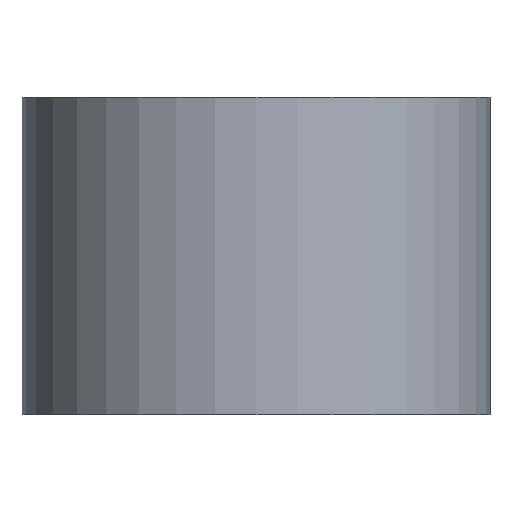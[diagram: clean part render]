
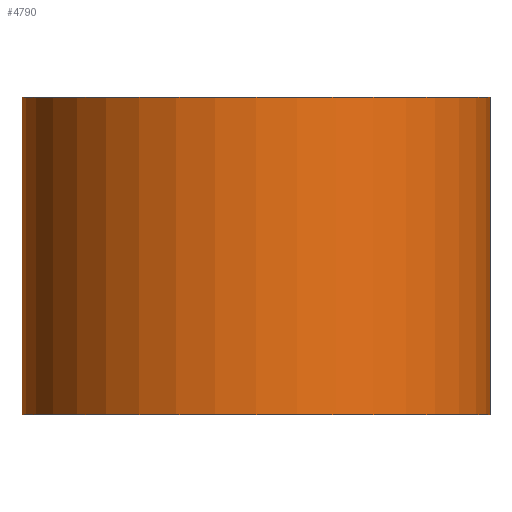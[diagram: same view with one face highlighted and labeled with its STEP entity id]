
A CAD part, front view. The second image highlights one B-rep face of the part: STEP entity #4790.
In plain terms, the highlighted cylindrical face has radius 19.7 mm (diameter 39.401 mm), a full revolution.
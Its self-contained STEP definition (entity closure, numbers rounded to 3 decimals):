
#74=CIRCLE('',#5102,19.7);
#75=CIRCLE('',#5104,19.7);
#90=CYLINDRICAL_SURFACE('',#5103,19.7);
#370=FACE_OUTER_BOUND('',#634,.T.);
#634=EDGE_LOOP('',(#4287,#4288,#4289,#4290));
#1255=LINE('',#7739,#1875);
#1875=VECTOR('',#6295,19.7);
#2312=VERTEX_POINT('',#7733);
#2313=VERTEX_POINT('',#7737);
#2970=EDGE_CURVE('',#2312,#2312,#74,.T.);
#2972=EDGE_CURVE('',#2313,#2313,#75,.T.);
#2973=EDGE_CURVE('',#2313,#2312,#1255,.T.);
#4287=ORIENTED_EDGE('',*,*,#2972,.F.);
#4288=ORIENTED_EDGE('',*,*,#2973,.T.);
#4289=ORIENTED_EDGE('',*,*,#2970,.T.);
#4290=ORIENTED_EDGE('',*,*,#2973,.F.);
#4790=ADVANCED_FACE('',(#370),#90,.T.);
#5102=AXIS2_PLACEMENT_3D('',#7734,#6288,#6289);
#5103=AXIS2_PLACEMENT_3D('',#7736,#6291,#6292);
#5104=AXIS2_PLACEMENT_3D('',#7738,#6293,#6294);
#6288=DIRECTION('center_axis',(0.,0.,1.));
#6289=DIRECTION('ref_axis',(1.,0.,0.));
#6291=DIRECTION('center_axis',(0.,0.,1.));
#6292=DIRECTION('ref_axis',(0.,-1.,0.));
#6293=DIRECTION('center_axis',(0.,0.,1.));
#6294=DIRECTION('ref_axis',(1.,0.,0.));
#6295=DIRECTION('',(0.,0.,-1.));
#7733=CARTESIAN_POINT('',(0.,19.7,-13.35));
#7734=CARTESIAN_POINT('Origin',(0.,0.,-13.35));
#7736=CARTESIAN_POINT('Origin',(0.,0.,0.));
#7737=CARTESIAN_POINT('',(0.,19.7,13.35));
#7738=CARTESIAN_POINT('Origin',(0.,0.,13.35));
#7739=CARTESIAN_POINT('',(0.,19.7,0.));
